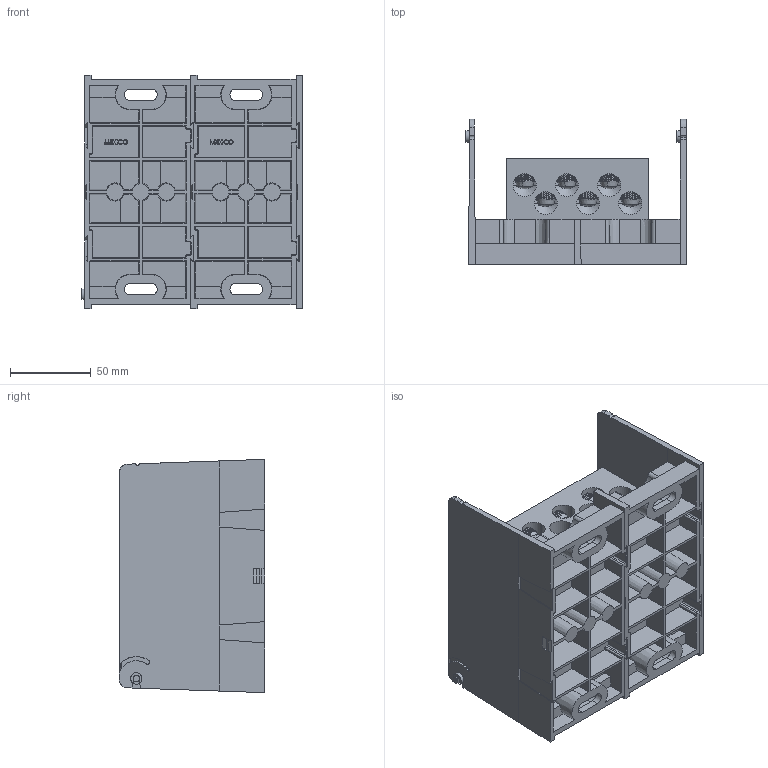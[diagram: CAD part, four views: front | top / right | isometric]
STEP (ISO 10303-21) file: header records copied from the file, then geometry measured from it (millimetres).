
FILE_DESCRIPTION (( 'STEP AP214' ), '1' );
FILE_NAME ('702008.STEP', '2024-08-07T17:42:43', ( '' ), ( '' ), 'SwSTEP 2.0', 'SolidWorks 2021', '' );
FILE_SCHEMA (( 'AUTOMOTIVE_DESIGN' ));
Length unit declared in the file: inch
Products named in the file (9): F09928_DEFAULT; F08962; 330555; 702008; 410036; F08949_92765A647; 330581; 410033; 400055_-001
Assembly tree (16 placements, depth 3):
  702008
    410033
    410036
    330555
    400055_-001
      330581
      F08962  x3
      F08949_92765A647  x6
    F09928_DEFAULT  x2
Bounding box: 136.78 x 90.17 x 144.78 mm (x, y, z)
Volume: 466969 mm3; surface area: 232824.3 mm2
Topology: 15 solids, 15 shells, 1864 faces, 4543 edges, 2760 vertices
Faces by surface type: plane 651, cone 598, cylinder 547, bspline 38, sphere 18, torus 12
Entity records: 40386 total; most frequent: CARTESIAN_POINT 14287, ORIENTED_EDGE 5590, DIRECTION 4786, EDGE_CURVE 2795, VECTOR 1804, LINE 1804, VERTEX_POINT 1801, AXIS2_PLACEMENT_3D 1491
